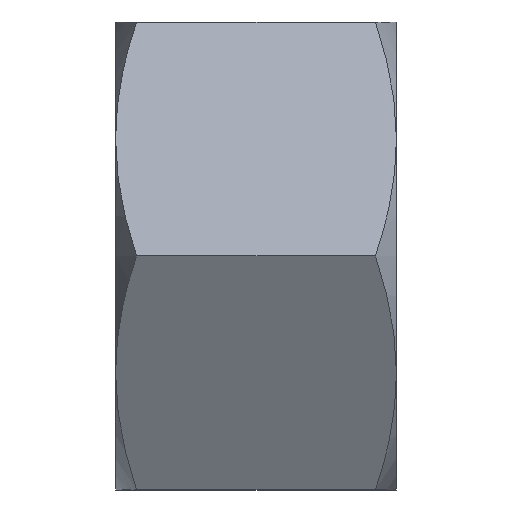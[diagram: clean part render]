
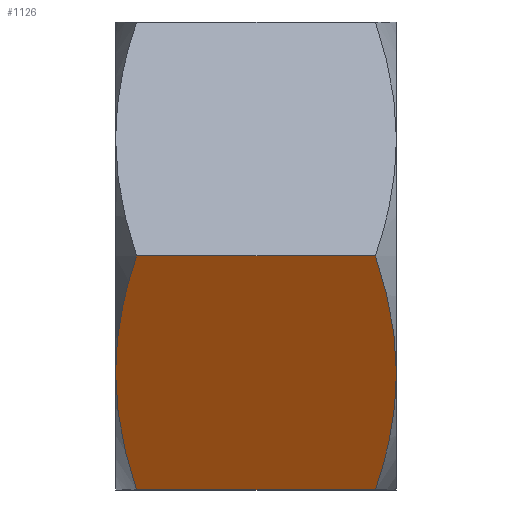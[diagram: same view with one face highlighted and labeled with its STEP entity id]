
A CAD part, left-side view. The second image highlights one B-rep face of the part: STEP entity #1126.
In plain terms, the highlighted planar face has unit normal (-0.866, 0, -0.5).
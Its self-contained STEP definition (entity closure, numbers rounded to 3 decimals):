
#127 = CARTESIAN_POINT ( 'NONE',  ( -9.541, -5.043, -1.475 ) ) ;
#163 = FACE_OUTER_BOUND ( 'NONE', #2373, .T. ) ;
#193 = EDGE_CURVE ( 'NONE', #2251, #2310, #1234, .T. ) ;
#195 = DIRECTION ( 'NONE',  ( 0.5, 0., -0.866 ) ) ;
#198 = CARTESIAN_POINT ( 'NONE',  ( -6.049, -5.044, -7.522 ) ) ;
#220 = VERTEX_POINT ( 'NONE', #2041 ) ;
#243 = CARTESIAN_POINT ( 'NONE',  ( -9.967, 4.842, -0.736 ) ) ;
#275 = CARTESIAN_POINT ( 'NONE',  ( -8.674, 5.323, -2.976 ) ) ;
#316 = DIRECTION ( 'NONE',  ( 0., -1., 0. ) ) ;
#377 = LINE ( 'NONE', #1415, #2390 ) ;
#414 = ORIENTED_EDGE ( 'NONE', *, *, #3011, .T. ) ;
#472 = CARTESIAN_POINT ( 'NONE',  ( -7.794, -5.4, -4.5 ) ) ;
#533 = AXIS2_PLACEMENT_3D ( 'NONE', #2945, #1776, #195 ) ;
#558 = B_SPLINE_CURVE_WITH_KNOTS ( 'NONE', 3,
 ( #989, #1916, #1489, #2933, #2685, #127, #1762, #596 ),
 .UNSPECIFIED., .F., .F.,
 ( 4, 2, 2, 4 ),
 ( 0.005, 0.007, 0.008, 0.01 ),
 .UNSPECIFIED. ) ;
#596 = CARTESIAN_POINT ( 'NONE',  ( -10.392, -4.596, 0. ) ) ;
#664 = EDGE_CURVE ( 'NONE', #2310, #2602, #558, .T. ) ;
#744 = CARTESIAN_POINT ( 'NONE',  ( -6.914, 5.307, -6.024 ) ) ;
#789 = CARTESIAN_POINT ( 'NONE',  ( -7.794, 5.4, -4.5 ) ) ;
#811 = B_SPLINE_CURVE_WITH_KNOTS ( 'NONE', 3,
 ( #789, #2885, #2840, #744, #1685, #1670, #1715, #993 ),
 .UNSPECIFIED., .F., .F.,
 ( 4, 2, 2, 4 ),
 ( 0.005, 0.007, 0.008, 0.01 ),
 .UNSPECIFIED. ) ;
#989 = CARTESIAN_POINT ( 'NONE',  ( -7.794, -5.4, -4.5 ) ) ;
#993 = CARTESIAN_POINT ( 'NONE',  ( -5.196, 4.596, -9. ) ) ;
#994 = VERTEX_POINT ( 'NONE', #1095 ) ;
#1095 = CARTESIAN_POINT ( 'NONE',  ( -7.794, 5.4, -4.5 ) ) ;
#1126 = ADVANCED_FACE ( 'NONE', ( #163 ), #1316, .F. ) ;
#1132 = ORIENTED_EDGE ( 'NONE', *, *, #1261, .T. ) ;
#1187 = CARTESIAN_POINT ( 'NONE',  ( -9.539, 5.044, -1.478 ) ) ;
#1230 = B_SPLINE_CURVE_WITH_KNOTS ( 'NONE', 3,
 ( #2560, #243, #1187, #275, #2352, #1393 ),
 .UNSPECIFIED., .F., .F.,
 ( 4, 2, 4 ),
 ( 0., 0.003, 0.005 ),
 .UNSPECIFIED. ) ;
#1234 = B_SPLINE_CURVE_WITH_KNOTS ( 'NONE', 3,
 ( #1751, #2240, #198, #2226, #1352, #2011 ),
 .UNSPECIFIED., .F., .F.,
 ( 4, 2, 4 ),
 ( 0., 0.003, 0.005 ),
 .UNSPECIFIED. ) ;
#1261 = EDGE_CURVE ( 'NONE', #220, #2251, #377, .T. ) ;
#1316 = PLANE ( 'NONE',  #533 ) ;
#1349 = VECTOR ( 'NONE', #316, 1000. ) ;
#1352 = CARTESIAN_POINT ( 'NONE',  ( -7.352, -5.4, -5.267 ) ) ;
#1356 = ORIENTED_EDGE ( 'NONE', *, *, #664, .T. ) ;
#1393 = CARTESIAN_POINT ( 'NONE',  ( -7.794, 5.4, -4.5 ) ) ;
#1415 = CARTESIAN_POINT ( 'NONE',  ( -5.196, 5.4, -9. ) ) ;
#1489 = CARTESIAN_POINT ( 'NONE',  ( -8.236, -5.381, -3.734 ) ) ;
#1535 = CARTESIAN_POINT ( 'NONE',  ( -5.196, -4.596, -9. ) ) ;
#1566 = CARTESIAN_POINT ( 'NONE',  ( -10.392, -4.596, 0. ) ) ;
#1661 = ORIENTED_EDGE ( 'NONE', *, *, #1771, .F. ) ;
#1664 = CARTESIAN_POINT ( 'NONE',  ( -10.392, 5.4, 0. ) ) ;
#1670 = CARTESIAN_POINT ( 'NONE',  ( -6.048, 5.043, -7.525 ) ) ;
#1685 = CARTESIAN_POINT ( 'NONE',  ( -6.697, 5.253, -6.401 ) ) ;
#1715 = CARTESIAN_POINT ( 'NONE',  ( -5.62, 4.841, -8.266 ) ) ;
#1751 = CARTESIAN_POINT ( 'NONE',  ( -5.196, -4.596, -9. ) ) ;
#1762 = CARTESIAN_POINT ( 'NONE',  ( -9.968, -4.841, -0.734 ) ) ;
#1771 = EDGE_CURVE ( 'NONE', #2204, #2602, #1900, .T. ) ;
#1776 = DIRECTION ( 'NONE',  ( 0.866, 0., 0.5 ) ) ;
#1891 = DIRECTION ( 'NONE',  ( 0., -1., 0. ) ) ;
#1900 = LINE ( 'NONE', #1664, #1349 ) ;
#1916 = CARTESIAN_POINT ( 'NONE',  ( -8.015, -5.4, -4.118 ) ) ;
#1932 = ORIENTED_EDGE ( 'NONE', *, *, #2663, .T. ) ;
#2011 = CARTESIAN_POINT ( 'NONE',  ( -7.794, -5.4, -4.5 ) ) ;
#2041 = CARTESIAN_POINT ( 'NONE',  ( -5.196, 4.596, -9. ) ) ;
#2204 = VERTEX_POINT ( 'NONE', #2725 ) ;
#2226 = CARTESIAN_POINT ( 'NONE',  ( -6.914, -5.323, -6.024 ) ) ;
#2240 = CARTESIAN_POINT ( 'NONE',  ( -5.621, -4.842, -8.264 ) ) ;
#2251 = VERTEX_POINT ( 'NONE', #1535 ) ;
#2310 = VERTEX_POINT ( 'NONE', #472 ) ;
#2352 = CARTESIAN_POINT ( 'NONE',  ( -8.237, 5.4, -3.733 ) ) ;
#2373 = EDGE_LOOP ( 'NONE', ( #1132, #2981, #1356, #1661, #1932, #414 ) ) ;
#2390 = VECTOR ( 'NONE', #1891, 1000. ) ;
#2560 = CARTESIAN_POINT ( 'NONE',  ( -10.392, 4.596, 0. ) ) ;
#2602 = VERTEX_POINT ( 'NONE', #1566 ) ;
#2663 = EDGE_CURVE ( 'NONE', #2204, #994, #1230, .T. ) ;
#2685 = CARTESIAN_POINT ( 'NONE',  ( -8.892, -5.253, -2.599 ) ) ;
#2725 = CARTESIAN_POINT ( 'NONE',  ( -10.392, 4.596, 0. ) ) ;
#2840 = CARTESIAN_POINT ( 'NONE',  ( -7.352, 5.381, -5.266 ) ) ;
#2885 = CARTESIAN_POINT ( 'NONE',  ( -7.574, 5.4, -4.882 ) ) ;
#2933 = CARTESIAN_POINT ( 'NONE',  ( -8.674, -5.307, -2.976 ) ) ;
#2945 = CARTESIAN_POINT ( 'NONE',  ( -5.196, 5.4, -9. ) ) ;
#2981 = ORIENTED_EDGE ( 'NONE', *, *, #193, .T. ) ;
#3011 = EDGE_CURVE ( 'NONE', #994, #220, #811, .T. ) ;
